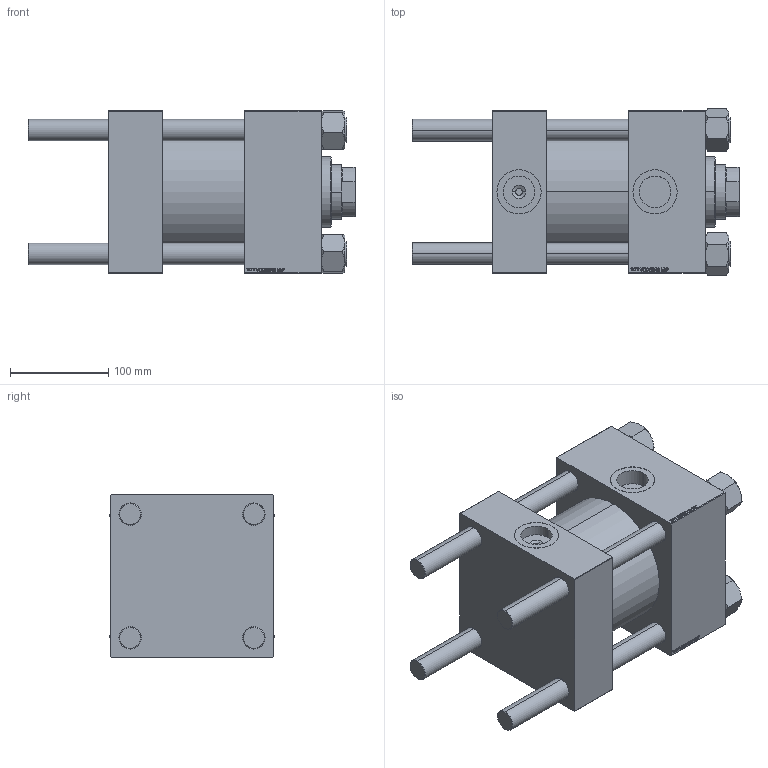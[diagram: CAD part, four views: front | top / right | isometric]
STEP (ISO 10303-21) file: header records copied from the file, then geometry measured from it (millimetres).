
FILE_DESCRIPTION (( 'STEP AP203' ), '1' );
FILE_NAME ('e1e9.STEP', '2022-10-03T16:02:49', ( '' ), ( '' ), 'SwSTEP 2.0', 'SolidWorks 2019', '' );
FILE_SCHEMA (( 'CONFIG_CONTROL_DESIGN' ));
Length unit declared in the file: millimetre
Products named in the file (6): NUT_M5 e0615ab00c4bdd8d54399496073f57bc; V215CR_BODY_A e0615ab00c4bdd8d54399496073f57bc; e1e9; V215CR_VCP e0615ab00c4bdd8d54399496073f57bc; CR025_012_A_0_G_A_G_M_020_+#_##_TYCINKA e0615ab00c4bdd8d54399496073f57bc; V215_VC_A e0615ab00c4bdd8d54399496073f57bc
Assembly tree (11 placements, depth 2):
  e1e9
    V215CR_BODY_A e0615ab00c4bdd8d54399496073f57bc
    CR025_012_A_0_G_A_G_M_020_+#_##_TYCINKA e0615ab00c4bdd8d54399496073f57bc  x4
    NUT_M5 e0615ab00c4bdd8d54399496073f57bc  x4
    V215CR_VCP e0615ab00c4bdd8d54399496073f57bc
    V215_VC_A e0615ab00c4bdd8d54399496073f57bc
Bounding box: 333 x 168.94 x 165.27 mm (x, y, z)
Volume: 4680442.6 mm3; surface area: 548726.9 mm2
Topology: 11 solids, 11 shells, 1188 faces, 3018 edges, 1967 vertices
Faces by surface type: plane 570, bspline 392, cone 136, cylinder 82, torus 8
Entity records: 50478 total; most frequent: CARTESIAN_POINT 27134, ORIENTED_EDGE 5300, DIRECTION 3346, EDGE_CURVE 2650, VERTEX_POINT 1745, VECTOR 1608, LINE 1608, EDGE_LOOP 1163
